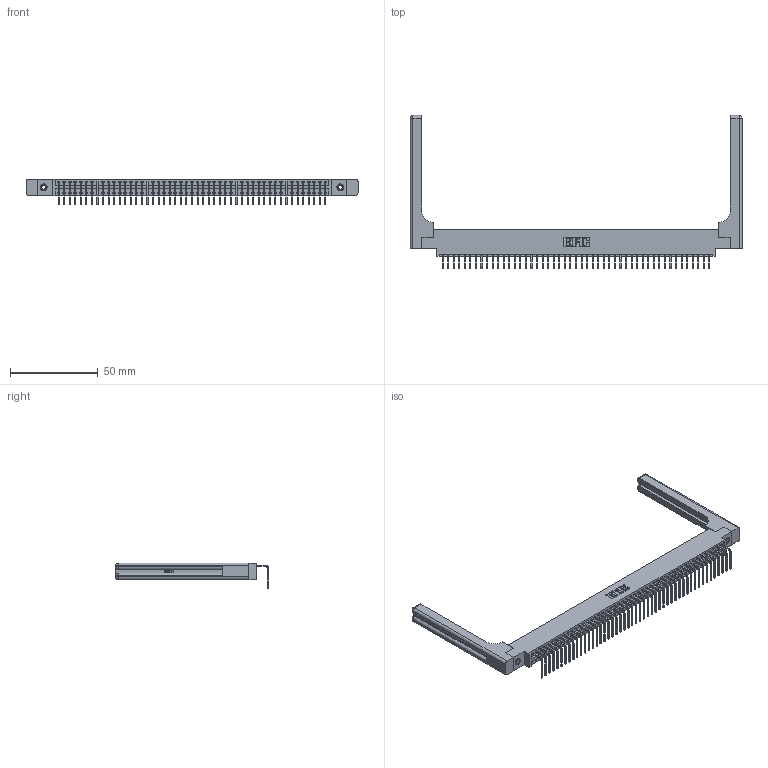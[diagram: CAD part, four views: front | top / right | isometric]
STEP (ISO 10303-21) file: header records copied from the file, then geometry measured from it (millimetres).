
FILE_DESCRIPTION (( 'STEP AP203' ), '1' );
FILE_NAME ('396-049-558-658.STEP', '2019-11-01T08:37:54', ( '' ), ( '' ), 'SwSTEP 2.0', 'SolidWorks 2016', '' );
FILE_SCHEMA (( 'CONFIG_CONTROL_DESIGN' ));
Length unit declared in the file: inch
Products named in the file (5): 346 Part_0.170 Offset - 0.156 Dia-TH; 345-292-001_558 Tail - 2; 345-250-001_345-250-001-102; 346-220-058_345-220-058; 396-049-558-658
Assembly tree (54 placements, depth 2):
  396-049-558-658
    346 Part_0.170 Offset - 0.156 Dia-TH
    345-292-001_558 Tail - 2  x49
    345-250-001_345-250-001-102  x2
    346-220-058_345-220-058  x2
Bounding box: 189.64 x 87.44 x 14.73 mm (x, y, z)
Volume: 25727.7 mm3; surface area: 29138.6 mm2
Topology: 54 solids, 54 shells, 3322 faces, 9925 edges, 6530 vertices
Faces by surface type: plane 2286, cylinder 976, bspline 36, cone 12, sphere 8, torus 4
Entity records: 34866 total; most frequent: CARTESIAN_POINT 6956, ORIENTED_EDGE 5736, DIRECTION 5058, EDGE_CURVE 2868, VECTOR 2448, LINE 2448, VERTEX_POINT 1902, AXIS2_PLACEMENT_3D 1305
